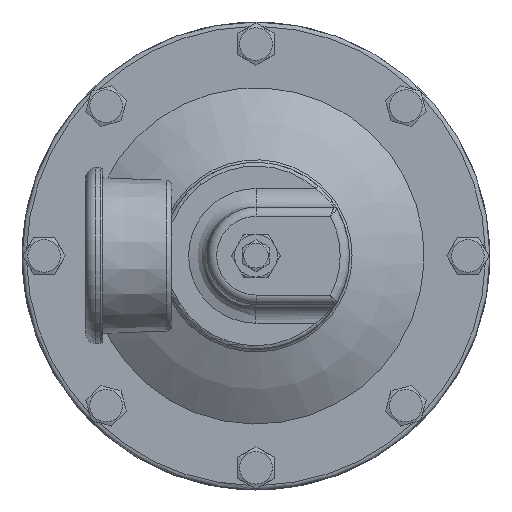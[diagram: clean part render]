
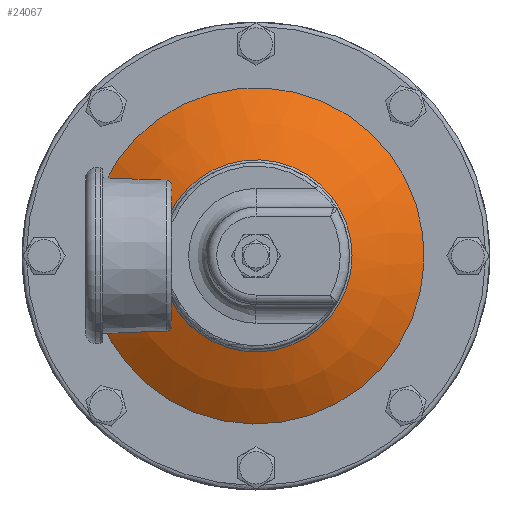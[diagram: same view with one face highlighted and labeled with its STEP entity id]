
A CAD part, top view. The second image highlights one B-rep face of the part: STEP entity #24067.
In plain terms, the highlighted spherical face has radius 97.028 mm.
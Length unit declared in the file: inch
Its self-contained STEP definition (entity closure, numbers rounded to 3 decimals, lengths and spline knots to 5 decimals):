
#9401=CARTESIAN_POINT('',(0.44094,-26.15533,2.55823));
#9402=VERTEX_POINT('',#9401);
#9403=CARTESIAN_POINT('',(2.6869,-26.15533,2.55823));
#9404=DIRECTION('',(0.0,0.0,-1.0));
#9405=DIRECTION('',(1.0,0.0,0.0));
#9406=AXIS2_PLACEMENT_3D('',#9403,#9404,#9405);
#9407=CIRCLE('',#9406,2.24595);
#9408=EDGE_CURVE('',#9402,#9402,#9407,.T.);
#23988=CARTESIAN_POINT('',(2.6869,-26.15533,-0.53177));
#23989=DIRECTION('',(0.0,0.0,1.0));
#23990=DIRECTION('',(1.0,0.0,0.0));
#23991=AXIS2_PLACEMENT_3D('',#23988,#23989,#23990);
#23992=SPHERICAL_SURFACE('',#23991,3.82);
#23993=ORIENTED_EDGE('',*,*,#9408,.F.);
#23994=EDGE_LOOP('',(#23993));
#23995=FACE_OUTER_BOUND('',#23994,.T.);
#23996=CARTESIAN_POINT('',(1.4074,-25.65107,3.03208));
#23997=VERTEX_POINT('',#23996);
#23998=CARTESIAN_POINT('',(0.66338,-26.15533,2.70826));
#23999=VERTEX_POINT('',#23998);
#24000=CARTESIAN_POINT('',(1.4074,-25.65107,3.03208));
#24001=CARTESIAN_POINT('',(1.37543,-25.63832,3.0188));
#24002=CARTESIAN_POINT('',(1.34224,-25.62864,3.00494));
#24003=CARTESIAN_POINT('',(1.30873,-25.6222,2.99085));
#24004=CARTESIAN_POINT('',(1.27071,-25.61489,2.97487));
#24005=CARTESIAN_POINT('',(1.23244,-25.61171,2.95867));
#24006=CARTESIAN_POINT('',(1.19394,-25.61258,2.94226));
#24007=CARTESIAN_POINT('',(1.13495,-25.61392,2.91712));
#24008=CARTESIAN_POINT('',(1.07606,-25.62499,2.89174));
#24009=CARTESIAN_POINT('',(1.02056,-25.64519,2.86757));
#24010=CARTESIAN_POINT('',(0.93718,-25.67555,2.83125));
#24011=CARTESIAN_POINT('',(0.85992,-25.72714,2.79698));
#24012=CARTESIAN_POINT('',(0.79875,-25.79665,2.76954));
#24013=CARTESIAN_POINT('',(0.71432,-25.89257,2.73168));
#24014=CARTESIAN_POINT('',(0.66338,-26.02328,2.70826));
#24015=CARTESIAN_POINT('',(0.66338,-26.15533,2.70826));
#24016=B_SPLINE_CURVE_WITH_KNOTS('',3,(#24000,#24001,#24002,#24003,#24004,#24005,#24006,#24007,#24008,#24009,#24010,#24011,#24012,#24013,#24014,#24015),.UNSPECIFIED.,.F.,.U.,(4,3,3,3,3,4),(0.12494,0.23629,0.36265,0.55624,0.84711,1.24854),.UNSPECIFIED.);
#24017=EDGE_CURVE('',#23997,#23999,#24016,.T.);
#24018=ORIENTED_EDGE('',*,*,#24017,.F.);
#24019=CARTESIAN_POINT('',(1.51973,-25.6221,3.06626));
#24020=VERTEX_POINT('',#24019);
#24021=CARTESIAN_POINT('',(2.48514,-25.3731,-0.53177));
#24022=DIRECTION('',(0.25,-0.968,0.0));
#24023=DIRECTION('',(-0.276,-0.071,0.959));
#24024=AXIS2_PLACEMENT_3D('',#24021,#24022,#24023);
#24025=CIRCLE('',#24024,3.73361);
#24026=EDGE_CURVE('',#24020,#23997,#24025,.T.);
#24027=ORIENTED_EDGE('',*,*,#24026,.F.);
#24028=CARTESIAN_POINT('',(1.51973,-26.68857,3.06626));
#24029=VERTEX_POINT('',#24028);
#24030=CARTESIAN_POINT('',(2.6869,-26.15533,3.06626));
#24031=DIRECTION('',(0.0,0.0,1.));
#24032=DIRECTION('',(0.203,0.979,0.0));
#24033=AXIS2_PLACEMENT_3D('',#24030,#24031,#24032);
#24034=CIRCLE('',#24033,1.2832);
#24035=EDGE_CURVE('',#24029,#24020,#24034,.T.);
#24036=ORIENTED_EDGE('',*,*,#24035,.F.);
#24037=CARTESIAN_POINT('',(1.4074,-26.6596,3.03208));
#24038=VERTEX_POINT('',#24037);
#24039=CARTESIAN_POINT('',(2.48514,-26.93757,-0.53177));
#24040=DIRECTION('',(0.25,0.968,0.0));
#24041=DIRECTION('',(-0.276,0.071,0.959));
#24042=AXIS2_PLACEMENT_3D('',#24039,#24040,#24041);
#24043=CIRCLE('',#24042,3.73361);
#24044=EDGE_CURVE('',#24038,#24029,#24043,.T.);
#24045=ORIENTED_EDGE('',*,*,#24044,.F.);
#24046=CARTESIAN_POINT('',(0.66338,-26.15533,2.70826));
#24047=CARTESIAN_POINT('',(0.66338,-26.28739,2.70826));
#24048=CARTESIAN_POINT('',(0.71432,-26.4181,2.73168));
#24049=CARTESIAN_POINT('',(0.79875,-26.51402,2.76954));
#24050=CARTESIAN_POINT('',(0.85992,-26.58353,2.79698));
#24051=CARTESIAN_POINT('',(0.93718,-26.63512,2.83125));
#24052=CARTESIAN_POINT('',(1.02056,-26.66548,2.86757));
#24053=CARTESIAN_POINT('',(1.07606,-26.68568,2.89174));
#24054=CARTESIAN_POINT('',(1.13495,-26.69675,2.91712));
#24055=CARTESIAN_POINT('',(1.19394,-26.69809,2.94226));
#24056=CARTESIAN_POINT('',(1.23244,-26.69896,2.95867));
#24057=CARTESIAN_POINT('',(1.27071,-26.69578,2.97487));
#24058=CARTESIAN_POINT('',(1.30873,-26.68847,2.99085));
#24059=CARTESIAN_POINT('',(1.34224,-26.68203,3.00494));
#24060=CARTESIAN_POINT('',(1.37543,-26.67235,3.0188));
#24061=CARTESIAN_POINT('',(1.4074,-26.6596,3.03208));
#24062=B_SPLINE_CURVE_WITH_KNOTS('',3,(#24046,#24047,#24048,#24049,#24050,#24051,#24052,#24053,#24054,#24055,#24056,#24057,#24058,#24059,#24060,#24061),.UNSPECIFIED.,.F.,.U.,(4,3,3,3,3,4),(-1.89672,-1.4953,-1.20442,-1.01083,-0.88448,-0.77313),.UNSPECIFIED.);
#24063=EDGE_CURVE('',#23999,#24038,#24062,.T.);
#24064=ORIENTED_EDGE('',*,*,#24063,.F.);
#24065=EDGE_LOOP('',(#24018,#24027,#24036,#24045,#24064));
#24066=FACE_BOUND('',#24065,.T.);
#24067=ADVANCED_FACE('',(#23995,#24066),#23992,.T.);
